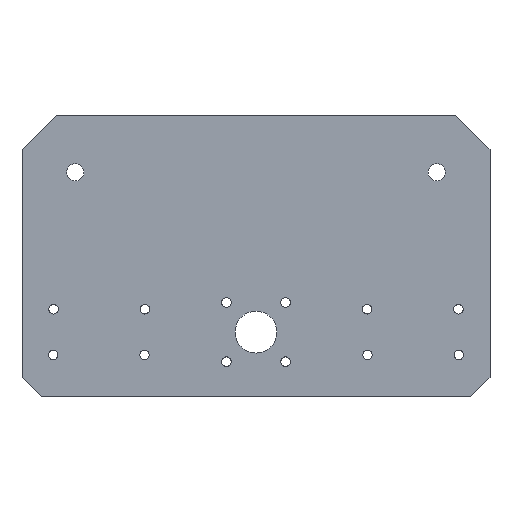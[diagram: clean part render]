
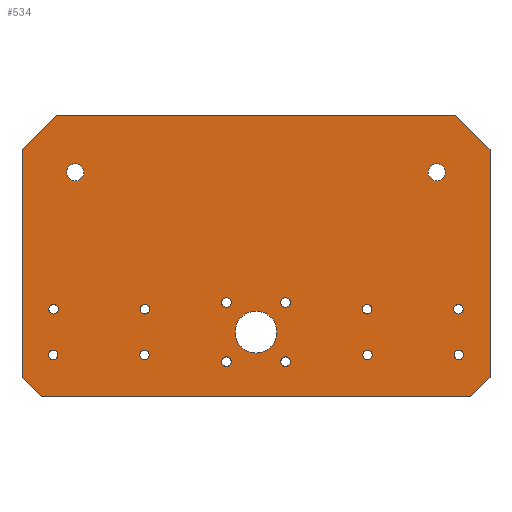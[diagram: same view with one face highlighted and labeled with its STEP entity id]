
A CAD part, top view. The second image highlights one B-rep face of the part: STEP entity #534.
In plain terms, the highlighted planar face has unit normal (0, 0, 1).
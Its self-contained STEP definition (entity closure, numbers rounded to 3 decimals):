
#15=FACE_BOUND('',#104,.T.);
#16=FACE_BOUND('',#105,.T.);
#17=FACE_BOUND('',#106,.T.);
#18=FACE_BOUND('',#107,.T.);
#19=FACE_BOUND('',#108,.T.);
#20=FACE_BOUND('',#109,.T.);
#21=FACE_BOUND('',#110,.T.);
#22=FACE_BOUND('',#111,.T.);
#23=FACE_BOUND('',#112,.T.);
#24=FACE_BOUND('',#113,.T.);
#25=FACE_BOUND('',#114,.T.);
#26=FACE_BOUND('',#115,.T.);
#27=FACE_BOUND('',#116,.T.);
#28=FACE_BOUND('',#117,.T.);
#29=FACE_BOUND('',#118,.T.);
#53=PLANE('',#591);
#78=FACE_OUTER_BOUND('',#103,.T.);
#103=EDGE_LOOP('',(#450,#451,#452,#453,#454,#455,#456,#457));
#104=EDGE_LOOP('',(#458));
#105=EDGE_LOOP('',(#459));
#106=EDGE_LOOP('',(#460));
#107=EDGE_LOOP('',(#461));
#108=EDGE_LOOP('',(#462));
#109=EDGE_LOOP('',(#463));
#110=EDGE_LOOP('',(#464));
#111=EDGE_LOOP('',(#465));
#112=EDGE_LOOP('',(#466));
#113=EDGE_LOOP('',(#467));
#114=EDGE_LOOP('',(#468));
#115=EDGE_LOOP('',(#469));
#116=EDGE_LOOP('',(#470));
#117=EDGE_LOOP('',(#471));
#118=EDGE_LOOP('',(#472));
#152=LINE('',#842,#191);
#155=LINE('',#848,#194);
#158=LINE('',#854,#197);
#161=LINE('',#860,#200);
#164=LINE('',#866,#203);
#167=LINE('',#872,#206);
#170=LINE('',#878,#209);
#173=LINE('',#882,#212);
#191=VECTOR('',#704,10.);
#194=VECTOR('',#709,10.);
#197=VECTOR('',#714,10.);
#200=VECTOR('',#719,10.);
#203=VECTOR('',#724,10.);
#206=VECTOR('',#729,10.);
#209=VECTOR('',#734,10.);
#212=VECTOR('',#739,10.);
#213=CIRCLE('',#539,1.25);
#215=CIRCLE('',#542,1.25);
#217=CIRCLE('',#545,1.25);
#219=CIRCLE('',#548,1.25);
#221=CIRCLE('',#551,1.25);
#223=CIRCLE('',#554,1.25);
#225=CIRCLE('',#557,1.25);
#227=CIRCLE('',#560,5.5);
#229=CIRCLE('',#563,1.25);
#231=CIRCLE('',#566,2.25);
#233=CIRCLE('',#569,2.25);
#235=CIRCLE('',#572,1.25);
#237=CIRCLE('',#575,1.25);
#239=CIRCLE('',#578,1.25);
#241=CIRCLE('',#581,1.25);
#243=VERTEX_POINT('',#746);
#245=VERTEX_POINT('',#752);
#247=VERTEX_POINT('',#758);
#249=VERTEX_POINT('',#764);
#251=VERTEX_POINT('',#770);
#253=VERTEX_POINT('',#776);
#255=VERTEX_POINT('',#782);
#257=VERTEX_POINT('',#788);
#259=VERTEX_POINT('',#794);
#261=VERTEX_POINT('',#800);
#263=VERTEX_POINT('',#806);
#265=VERTEX_POINT('',#812);
#267=VERTEX_POINT('',#818);
#269=VERTEX_POINT('',#824);
#271=VERTEX_POINT('',#830);
#275=VERTEX_POINT('',#839);
#276=VERTEX_POINT('',#841);
#278=VERTEX_POINT('',#847);
#280=VERTEX_POINT('',#853);
#282=VERTEX_POINT('',#859);
#284=VERTEX_POINT('',#865);
#286=VERTEX_POINT('',#871);
#288=VERTEX_POINT('',#877);
#289=EDGE_CURVE('',#243,#243,#213,.T.);
#292=EDGE_CURVE('',#245,#245,#215,.T.);
#295=EDGE_CURVE('',#247,#247,#217,.T.);
#298=EDGE_CURVE('',#249,#249,#219,.T.);
#301=EDGE_CURVE('',#251,#251,#221,.T.);
#304=EDGE_CURVE('',#253,#253,#223,.T.);
#307=EDGE_CURVE('',#255,#255,#225,.T.);
#310=EDGE_CURVE('',#257,#257,#227,.T.);
#313=EDGE_CURVE('',#259,#259,#229,.T.);
#316=EDGE_CURVE('',#261,#261,#231,.T.);
#319=EDGE_CURVE('',#263,#263,#233,.T.);
#322=EDGE_CURVE('',#265,#265,#235,.T.);
#325=EDGE_CURVE('',#267,#267,#237,.T.);
#328=EDGE_CURVE('',#269,#269,#239,.T.);
#331=EDGE_CURVE('',#271,#271,#241,.T.);
#336=EDGE_CURVE('',#276,#275,#152,.T.);
#339=EDGE_CURVE('',#278,#276,#155,.T.);
#342=EDGE_CURVE('',#280,#278,#158,.T.);
#345=EDGE_CURVE('',#282,#280,#161,.T.);
#348=EDGE_CURVE('',#284,#282,#164,.T.);
#351=EDGE_CURVE('',#286,#284,#167,.T.);
#354=EDGE_CURVE('',#288,#286,#170,.T.);
#357=EDGE_CURVE('',#275,#288,#173,.T.);
#450=ORIENTED_EDGE('',*,*,#357,.T.);
#451=ORIENTED_EDGE('',*,*,#354,.T.);
#452=ORIENTED_EDGE('',*,*,#351,.T.);
#453=ORIENTED_EDGE('',*,*,#348,.T.);
#454=ORIENTED_EDGE('',*,*,#345,.T.);
#455=ORIENTED_EDGE('',*,*,#342,.T.);
#456=ORIENTED_EDGE('',*,*,#339,.T.);
#457=ORIENTED_EDGE('',*,*,#336,.T.);
#458=ORIENTED_EDGE('',*,*,#331,.T.);
#459=ORIENTED_EDGE('',*,*,#328,.T.);
#460=ORIENTED_EDGE('',*,*,#325,.T.);
#461=ORIENTED_EDGE('',*,*,#322,.T.);
#462=ORIENTED_EDGE('',*,*,#319,.T.);
#463=ORIENTED_EDGE('',*,*,#316,.T.);
#464=ORIENTED_EDGE('',*,*,#313,.T.);
#465=ORIENTED_EDGE('',*,*,#310,.T.);
#466=ORIENTED_EDGE('',*,*,#307,.T.);
#467=ORIENTED_EDGE('',*,*,#304,.T.);
#468=ORIENTED_EDGE('',*,*,#301,.T.);
#469=ORIENTED_EDGE('',*,*,#298,.T.);
#470=ORIENTED_EDGE('',*,*,#295,.T.);
#471=ORIENTED_EDGE('',*,*,#292,.T.);
#472=ORIENTED_EDGE('',*,*,#289,.T.);
#534=ADVANCED_FACE('',(#78,#15,#16,#17,#18,#19,#20,#21,#22,#23,#24,#25,
#26,#27,#28,#29),#53,.T.);
#539=AXIS2_PLACEMENT_3D('',#747,#597,#598);
#542=AXIS2_PLACEMENT_3D('',#753,#604,#605);
#545=AXIS2_PLACEMENT_3D('',#759,#611,#612);
#548=AXIS2_PLACEMENT_3D('',#765,#618,#619);
#551=AXIS2_PLACEMENT_3D('',#771,#625,#626);
#554=AXIS2_PLACEMENT_3D('',#777,#632,#633);
#557=AXIS2_PLACEMENT_3D('',#783,#639,#640);
#560=AXIS2_PLACEMENT_3D('',#789,#646,#647);
#563=AXIS2_PLACEMENT_3D('',#795,#653,#654);
#566=AXIS2_PLACEMENT_3D('',#801,#660,#661);
#569=AXIS2_PLACEMENT_3D('',#807,#667,#668);
#572=AXIS2_PLACEMENT_3D('',#813,#674,#675);
#575=AXIS2_PLACEMENT_3D('',#819,#681,#682);
#578=AXIS2_PLACEMENT_3D('',#825,#688,#689);
#581=AXIS2_PLACEMENT_3D('',#831,#695,#696);
#591=AXIS2_PLACEMENT_3D('',#883,#740,#741);
#597=DIRECTION('center_axis',(0.,0.,-1.));
#598=DIRECTION('ref_axis',(1.,0.,0.));
#604=DIRECTION('center_axis',(0.,0.,-1.));
#605=DIRECTION('ref_axis',(1.,0.,0.));
#611=DIRECTION('center_axis',(0.,0.,-1.));
#612=DIRECTION('ref_axis',(1.,0.,0.));
#618=DIRECTION('center_axis',(0.,0.,-1.));
#619=DIRECTION('ref_axis',(1.,0.,0.));
#625=DIRECTION('center_axis',(0.,0.,-1.));
#626=DIRECTION('ref_axis',(1.,0.,0.));
#632=DIRECTION('center_axis',(0.,0.,-1.));
#633=DIRECTION('ref_axis',(1.,0.,0.));
#639=DIRECTION('center_axis',(0.,0.,-1.));
#640=DIRECTION('ref_axis',(1.,0.,0.));
#646=DIRECTION('center_axis',(0.,0.,-1.));
#647=DIRECTION('ref_axis',(1.,0.,0.));
#653=DIRECTION('center_axis',(0.,0.,-1.));
#654=DIRECTION('ref_axis',(1.,0.,0.));
#660=DIRECTION('center_axis',(0.,0.,-1.));
#661=DIRECTION('ref_axis',(1.,0.,0.));
#667=DIRECTION('center_axis',(0.,0.,-1.));
#668=DIRECTION('ref_axis',(1.,0.,0.));
#674=DIRECTION('center_axis',(0.,0.,-1.));
#675=DIRECTION('ref_axis',(1.,0.,0.));
#681=DIRECTION('center_axis',(0.,0.,-1.));
#682=DIRECTION('ref_axis',(1.,0.,0.));
#688=DIRECTION('center_axis',(0.,0.,-1.));
#689=DIRECTION('ref_axis',(1.,0.,0.));
#695=DIRECTION('center_axis',(0.,0.,-1.));
#696=DIRECTION('ref_axis',(1.,0.,0.));
#704=DIRECTION('',(0.707,0.707,0.));
#709=DIRECTION('',(1.,0.,0.));
#714=DIRECTION('',(0.707,-0.707,0.));
#719=DIRECTION('',(0.,-1.,0.));
#724=DIRECTION('',(-0.707,-0.707,0.));
#729=DIRECTION('',(-1.,0.,0.));
#734=DIRECTION('',(-0.707,0.707,0.));
#739=DIRECTION('',(0.,1.,0.));
#740=DIRECTION('center_axis',(0.,0.,1.));
#741=DIRECTION('ref_axis',(1.,0.,0.));
#746=CARTESIAN_POINT('',(-9.028,-7.778,3.));
#747=CARTESIAN_POINT('Origin',(-7.778,-7.778,3.));
#752=CARTESIAN_POINT('',(-30.45,6.,3.));
#753=CARTESIAN_POINT('Origin',(-29.2,6.,3.));
#758=CARTESIAN_POINT('',(-54.55,-6.,3.));
#759=CARTESIAN_POINT('Origin',(-53.3,-6.,3.));
#764=CARTESIAN_POINT('',(-30.55,-6.,3.));
#765=CARTESIAN_POINT('Origin',(-29.3,-6.,3.));
#770=CARTESIAN_POINT('',(52.05,-6.,3.));
#771=CARTESIAN_POINT('Origin',(53.3,-6.,3.));
#776=CARTESIAN_POINT('',(27.95,6.,3.));
#777=CARTESIAN_POINT('Origin',(29.2,6.,3.));
#782=CARTESIAN_POINT('',(51.95,6.,3.));
#783=CARTESIAN_POINT('Origin',(53.2,6.,3.));
#788=CARTESIAN_POINT('',(-5.5,0.,3.));
#789=CARTESIAN_POINT('Origin',(0.,0.,3.));
#794=CARTESIAN_POINT('',(28.05,-6.,3.));
#795=CARTESIAN_POINT('Origin',(29.3,-6.,3.));
#800=CARTESIAN_POINT('',(-49.75,42.,3.));
#801=CARTESIAN_POINT('Origin',(-47.5,42.,3.));
#806=CARTESIAN_POINT('',(45.25,42.,3.));
#807=CARTESIAN_POINT('Origin',(47.5,42.,3.));
#812=CARTESIAN_POINT('',(6.528,7.778,3.));
#813=CARTESIAN_POINT('Origin',(7.778,7.778,3.));
#818=CARTESIAN_POINT('',(-54.45,6.,3.));
#819=CARTESIAN_POINT('Origin',(-53.2,6.,3.));
#824=CARTESIAN_POINT('',(6.528,-7.778,3.));
#825=CARTESIAN_POINT('Origin',(7.778,-7.778,3.));
#830=CARTESIAN_POINT('',(-9.028,7.778,3.));
#831=CARTESIAN_POINT('Origin',(-7.778,7.778,3.));
#839=CARTESIAN_POINT('',(61.5,-12.,3.));
#841=CARTESIAN_POINT('',(56.5,-17.,3.));
#842=CARTESIAN_POINT('',(61.5,-12.,3.));
#847=CARTESIAN_POINT('',(-56.5,-17.,3.));
#848=CARTESIAN_POINT('',(56.5,-17.,3.));
#853=CARTESIAN_POINT('',(-61.5,-12.,3.));
#854=CARTESIAN_POINT('',(-56.5,-17.,3.));
#859=CARTESIAN_POINT('',(-61.5,48.,3.));
#860=CARTESIAN_POINT('',(-61.5,48.,3.));
#865=CARTESIAN_POINT('',(-52.5,57.,3.));
#866=CARTESIAN_POINT('',(-52.5,57.,3.));
#871=CARTESIAN_POINT('',(52.5,57.,3.));
#872=CARTESIAN_POINT('',(52.5,57.,3.));
#877=CARTESIAN_POINT('',(61.5,48.,3.));
#878=CARTESIAN_POINT('',(61.5,48.,3.));
#882=CARTESIAN_POINT('',(61.5,17.,3.));
#883=CARTESIAN_POINT('Origin',(0.,20.,3.));
